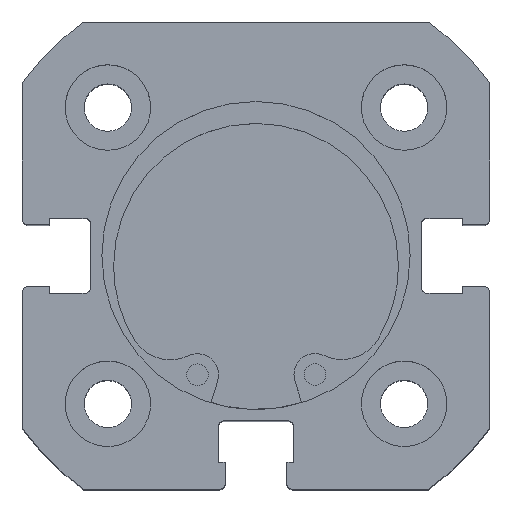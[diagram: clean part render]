
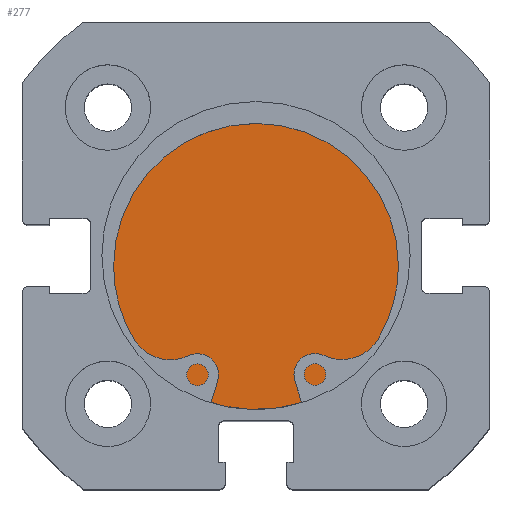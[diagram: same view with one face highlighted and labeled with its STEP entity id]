
A CAD part, top view. The second image highlights one B-rep face of the part: STEP entity #277.
In plain terms, the highlighted face is planar.
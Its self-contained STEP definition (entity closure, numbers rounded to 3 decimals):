
#277 = ADVANCED_FACE ( 'NONE', ( #1513 ), #2088, .F. ) ;
#587 = CIRCLE ( 'NONE', #3225, 13.5 ) ;
#768 = CIRCLE ( 'NONE', #3287, 13.5 ) ;
#1513 = FACE_OUTER_BOUND ( 'NONE', #5263, .T. ) ;
#1703 = EDGE_CURVE ( 'NONE', #2695, #2753, #587, .T. ) ;
#1914 = EDGE_CURVE ( 'NONE', #2753, #2695, #768, .T. ) ;
#2085 = DIRECTION ( 'NONE',  ( 0., 0., 1. ) ) ;
#2087 = CARTESIAN_POINT ( 'NONE',  ( 6., 13.5, 0. ) ) ;
#2088 = PLANE ( 'NONE',  #3530 ) ;
#2200 = DIRECTION ( 'NONE',  ( -1., 0., 0. ) ) ;
#2695 = VERTEX_POINT ( 'NONE', #4332 ) ;
#2753 = VERTEX_POINT ( 'NONE', #4387 ) ;
#3225 = AXIS2_PLACEMENT_3D ( 'NONE', #3845, #3846, #3847 ) ;
#3287 = AXIS2_PLACEMENT_3D ( 'NONE', #4190, #4193, #4194 ) ;
#3530 = AXIS2_PLACEMENT_3D ( 'NONE', #2087, #2200, #2085 ) ;
#3845 = CARTESIAN_POINT ( 'NONE',  ( 6., 0., 0. ) ) ;
#3846 = DIRECTION ( 'NONE',  ( -1., 0., 0. ) ) ;
#3847 = DIRECTION ( 'NONE',  ( 0., 0., 1. ) ) ;
#4190 = CARTESIAN_POINT ( 'NONE',  ( 6., 0., 0. ) ) ;
#4193 = DIRECTION ( 'NONE',  ( -1., 0., 0. ) ) ;
#4194 = DIRECTION ( 'NONE',  ( 0., 0., 1. ) ) ;
#4332 = CARTESIAN_POINT ( 'NONE',  ( 6., 0., -13.5 ) ) ;
#4387 = CARTESIAN_POINT ( 'NONE',  ( 6., 0., 13.5 ) ) ;
#5153 = ORIENTED_EDGE ( 'NONE', *, *, #1703, .F. ) ;
#5238 = ORIENTED_EDGE ( 'NONE', *, *, #1914, .F. ) ;
#5263 = EDGE_LOOP ( 'NONE', ( #5238, #5153 ) ) ;
